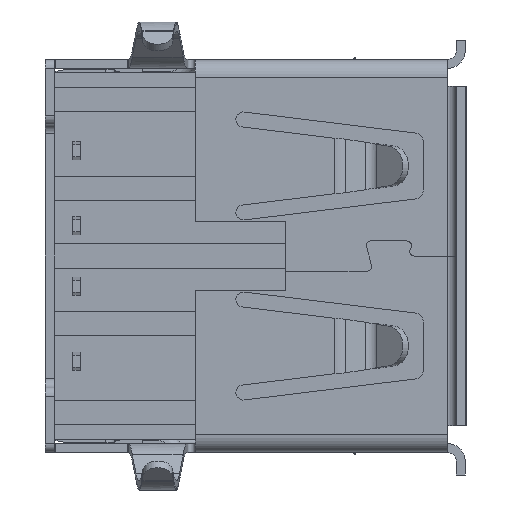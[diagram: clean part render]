
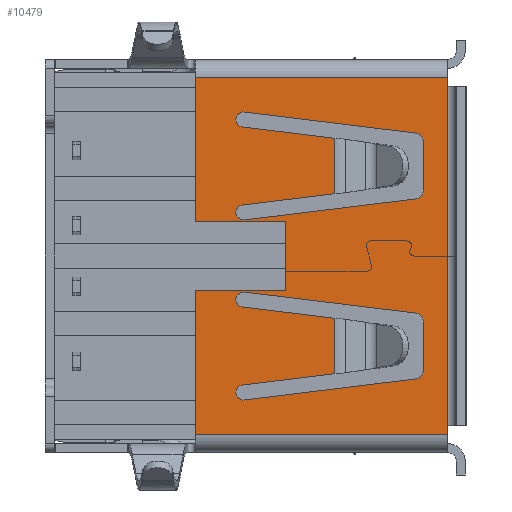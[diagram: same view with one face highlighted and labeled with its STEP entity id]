
A CAD part, front view. The second image highlights one B-rep face of the part: STEP entity #10479.
In plain terms, the highlighted planar face has unit normal (0, 1, 0).
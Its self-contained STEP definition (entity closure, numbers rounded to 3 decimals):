
#223=FACE_BOUND('',#2132,.T.);
#224=FACE_BOUND('',#2133,.T.);
#364=CIRCLE('',#11105,0.3);
#366=CIRCLE('',#11109,0.3);
#368=CIRCLE('',#11113,0.25);
#371=CIRCLE('',#11120,0.25);
#372=CIRCLE('',#11123,0.3);
#374=CIRCLE('',#11127,0.3);
#377=CIRCLE('',#11132,0.25);
#378=CIRCLE('',#11137,0.25);
#1555=FACE_OUTER_BOUND('',#2131,.T.);
#2131=EDGE_LOOP('',(#9097,#9098,#9099,#9100,#9101,#9102,#9103,#9104,#9105,
#9106));
#2132=EDGE_LOOP('',(#9107,#9108,#9109,#9110,#9111,#9112,#9113,#9114,#9115,
#9116));
#2133=EDGE_LOOP('',(#9117,#9118,#9119,#9120,#9121,#9122,#9123,#9124,#9125,
#9126));
#3066=LINE('',#18372,#4160);
#3069=LINE('',#18378,#4163);
#3072=LINE('',#18384,#4166);
#3073=LINE('',#18388,#4167);
#3075=LINE('',#18391,#4169);
#3076=LINE('',#18394,#4170);
#3077=LINE('',#18398,#4171);
#3080=LINE('',#18405,#4174);
#3085=LINE('',#18419,#4179);
#3089=LINE('',#18431,#4183);
#3093=LINE('',#18442,#4187);
#3095=LINE('',#18445,#4189);
#3096=LINE('',#18448,#4190);
#3101=LINE('',#18462,#4195);
#3105=LINE('',#18474,#4199);
#3109=LINE('',#18486,#4203);
#3112=LINE('',#18495,#4206);
#3114=LINE('',#18498,#4208);
#3117=LINE('',#18504,#4211);
#3187=LINE('',#18805,#4281);
#3188=LINE('',#18810,#4282);
#3189=LINE('',#18811,#4283);
#4160=VECTOR('',#13155,0.8);
#4163=VECTOR('',#13160,0.75);
#4166=VECTOR('',#13167,5.1);
#4167=VECTOR('',#13172,8.4);
#4169=VECTOR('',#13176,0.3);
#4170=VECTOR('',#13179,11.3);
#4171=VECTOR('',#13184,0.75);
#4174=VECTOR('',#13189,5.747);
#4179=VECTOR('',#13202,1.6);
#4183=VECTOR('',#13214,5.747);
#4187=VECTOR('',#13226,3.102);
#4189=VECTOR('',#13230,1.848);
#4190=VECTOR('',#13233,3.102);
#4195=VECTOR('',#13246,5.747);
#4199=VECTOR('',#13258,1.6);
#4203=VECTOR('',#13270,5.747);
#4206=VECTOR('',#13281,3.102);
#4208=VECTOR('',#13285,1.848);
#4211=VECTOR('',#13290,3.102);
#4281=VECTOR('',#13464,5.1);
#4282=VECTOR('',#13471,8.4);
#4283=VECTOR('',#13472,0.3);
#5006=VERTEX_POINT('',#17715);
#5010=VERTEX_POINT('',#17760);
#5011=VERTEX_POINT('',#17792);
#5016=VERTEX_POINT('',#17841);
#5017=VERTEX_POINT('',#17886);
#5123=VERTEX_POINT('',#18369);
#5124=VERTEX_POINT('',#18371);
#5126=VERTEX_POINT('',#18377);
#5127=VERTEX_POINT('',#18381);
#5128=VERTEX_POINT('',#18386);
#5129=VERTEX_POINT('',#18393);
#5130=VERTEX_POINT('',#18397);
#5132=VERTEX_POINT('',#18403);
#5133=VERTEX_POINT('',#18404);
#5136=VERTEX_POINT('',#18412);
#5138=VERTEX_POINT('',#18418);
#5140=VERTEX_POINT('',#18424);
#5142=VERTEX_POINT('',#18430);
#5144=VERTEX_POINT('',#18436);
#5146=VERTEX_POINT('',#18447);
#5150=VERTEX_POINT('',#18459);
#5151=VERTEX_POINT('',#18461);
#5152=VERTEX_POINT('',#18465);
#5155=VERTEX_POINT('',#18473);
#5156=VERTEX_POINT('',#18477);
#5159=VERTEX_POINT('',#18485);
#5161=VERTEX_POINT('',#18491);
#5163=VERTEX_POINT('',#18501);
#5216=VERTEX_POINT('',#18804);
#5217=VERTEX_POINT('',#18809);
#6411=EDGE_CURVE('',#5124,#5123,#3066,.T.);
#6414=EDGE_CURVE('',#5126,#5124,#3069,.T.);
#6418=EDGE_CURVE('',#5127,#5126,#3072,.T.);
#6420=EDGE_CURVE('',#5128,#5127,#3073,.F.);
#6422=EDGE_CURVE('',#5128,#5006,#3075,.F.);
#6423=EDGE_CURVE('',#5006,#5129,#3076,.F.);
#6425=EDGE_CURVE('',#5130,#5123,#3077,.T.);
#6428=EDGE_CURVE('',#5132,#5133,#3080,.T.);
#6432=EDGE_CURVE('',#5133,#5136,#364,.T.);
#6435=EDGE_CURVE('',#5136,#5138,#3085,.T.);
#6438=EDGE_CURVE('',#5138,#5140,#366,.T.);
#6441=EDGE_CURVE('',#5140,#5142,#3089,.T.);
#6444=EDGE_CURVE('',#5142,#5144,#368,.T.);
#6447=EDGE_CURVE('',#5144,#5010,#3093,.T.);
#6449=EDGE_CURVE('',#5010,#5011,#3095,.F.);
#6450=EDGE_CURVE('',#5011,#5146,#3096,.T.);
#6454=EDGE_CURVE('',#5146,#5132,#371,.T.);
#6457=EDGE_CURVE('',#5151,#5150,#3101,.T.);
#6459=EDGE_CURVE('',#5151,#5152,#372,.F.);
#6463=EDGE_CURVE('',#5155,#5152,#3105,.T.);
#6465=EDGE_CURVE('',#5155,#5156,#374,.F.);
#6469=EDGE_CURVE('',#5159,#5156,#3109,.T.);
#6472=EDGE_CURVE('',#5159,#5161,#377,.F.);
#6474=EDGE_CURVE('',#5016,#5161,#3112,.T.);
#6476=EDGE_CURVE('',#5016,#5017,#3114,.F.);
#6479=EDGE_CURVE('',#5163,#5017,#3117,.T.);
#6480=EDGE_CURVE('',#5163,#5150,#378,.F.);
#6572=EDGE_CURVE('',#5130,#5216,#3187,.T.);
#6575=EDGE_CURVE('',#5216,#5217,#3188,.F.);
#6576=EDGE_CURVE('',#5129,#5217,#3189,.F.);
#9097=ORIENTED_EDGE('',*,*,#6425,.F.);
#9098=ORIENTED_EDGE('',*,*,#6572,.T.);
#9099=ORIENTED_EDGE('',*,*,#6575,.T.);
#9100=ORIENTED_EDGE('',*,*,#6576,.F.);
#9101=ORIENTED_EDGE('',*,*,#6423,.F.);
#9102=ORIENTED_EDGE('',*,*,#6422,.F.);
#9103=ORIENTED_EDGE('',*,*,#6420,.T.);
#9104=ORIENTED_EDGE('',*,*,#6418,.T.);
#9105=ORIENTED_EDGE('',*,*,#6414,.T.);
#9106=ORIENTED_EDGE('',*,*,#6411,.T.);
#9107=ORIENTED_EDGE('',*,*,#6480,.F.);
#9108=ORIENTED_EDGE('',*,*,#6479,.T.);
#9109=ORIENTED_EDGE('',*,*,#6476,.F.);
#9110=ORIENTED_EDGE('',*,*,#6474,.T.);
#9111=ORIENTED_EDGE('',*,*,#6472,.F.);
#9112=ORIENTED_EDGE('',*,*,#6469,.T.);
#9113=ORIENTED_EDGE('',*,*,#6465,.F.);
#9114=ORIENTED_EDGE('',*,*,#6463,.T.);
#9115=ORIENTED_EDGE('',*,*,#6459,.F.);
#9116=ORIENTED_EDGE('',*,*,#6457,.T.);
#9117=ORIENTED_EDGE('',*,*,#6454,.F.);
#9118=ORIENTED_EDGE('',*,*,#6450,.F.);
#9119=ORIENTED_EDGE('',*,*,#6449,.F.);
#9120=ORIENTED_EDGE('',*,*,#6447,.F.);
#9121=ORIENTED_EDGE('',*,*,#6444,.F.);
#9122=ORIENTED_EDGE('',*,*,#6441,.F.);
#9123=ORIENTED_EDGE('',*,*,#6438,.F.);
#9124=ORIENTED_EDGE('',*,*,#6435,.F.);
#9125=ORIENTED_EDGE('',*,*,#6432,.F.);
#9126=ORIENTED_EDGE('',*,*,#6428,.F.);
#9969=PLANE('',#11190);
#10479=ADVANCED_FACE('',(#1555,#223,#224),#9969,.F.);
#11105=AXIS2_PLACEMENT_3D('',#18413,#13195,#13196);
#11109=AXIS2_PLACEMENT_3D('',#18425,#13207,#13208);
#11113=AXIS2_PLACEMENT_3D('',#18437,#13219,#13220);
#11120=AXIS2_PLACEMENT_3D('',#18454,#13240,#13241);
#11123=AXIS2_PLACEMENT_3D('',#18466,#13250,#13251);
#11127=AXIS2_PLACEMENT_3D('',#18478,#13262,#13263);
#11132=AXIS2_PLACEMENT_3D('',#18492,#13276,#13277);
#11137=AXIS2_PLACEMENT_3D('',#18506,#13293,#13294);
#11190=AXIS2_PLACEMENT_3D('',#18808,#13469,#13470);
#13155=DIRECTION('',(0.,0.,1.));
#13160=DIRECTION('',(-0.8,0.,0.6));
#13167=DIRECTION('',(0.,0.,1.));
#13172=DIRECTION('',(1.,0.,0.));
#13176=DIRECTION('',(0.,0.,-1.));
#13179=DIRECTION('',(0.,0.,-1.));
#13184=DIRECTION('',(-0.8,0.,-0.6));
#13189=DIRECTION('',(0.993,0.,-0.122));
#13195=DIRECTION('center_axis',(0.,1.,0.));
#13196=DIRECTION('ref_axis',(0.,0.,1.));
#13202=DIRECTION('',(0.,0.,-1.));
#13207=DIRECTION('center_axis',(0.,1.,0.));
#13208=DIRECTION('ref_axis',(0.,0.,1.));
#13214=DIRECTION('',(-0.993,0.,-0.122));
#13219=DIRECTION('center_axis',(0.,1.,0.));
#13220=DIRECTION('ref_axis',(0.,0.,1.));
#13226=DIRECTION('',(0.993,0.,0.122));
#13230=DIRECTION('',(0.,0.,-1.));
#13233=DIRECTION('',(-0.993,0.,0.122));
#13240=DIRECTION('center_axis',(0.,1.,0.));
#13241=DIRECTION('ref_axis',(0.,0.,1.));
#13246=DIRECTION('',(-0.993,0.,0.122));
#13250=DIRECTION('center_axis',(0.,-1.,0.));
#13251=DIRECTION('ref_axis',(0.,0.,-1.));
#13258=DIRECTION('',(0.,0.,1.));
#13262=DIRECTION('center_axis',(0.,-1.,0.));
#13263=DIRECTION('ref_axis',(0.,0.,-1.));
#13270=DIRECTION('',(0.993,0.,0.122));
#13276=DIRECTION('center_axis',(0.,-1.,0.));
#13277=DIRECTION('ref_axis',(0.,0.,-1.));
#13281=DIRECTION('',(-0.993,0.,-0.122));
#13285=DIRECTION('',(0.,0.,-1.));
#13290=DIRECTION('',(0.993,0.,-0.122));
#13293=DIRECTION('center_axis',(0.,-1.,0.));
#13294=DIRECTION('ref_axis',(0.,0.,-1.));
#13464=DIRECTION('',(0.,0.,1.));
#13469=DIRECTION('center_axis',(0.,-1.,0.));
#13470=DIRECTION('ref_axis',(0.,0.,-1.));
#13471=DIRECTION('',(-1.,0.,0.));
#13472=DIRECTION('',(0.,0.,-1.));
#17715=CARTESIAN_POINT('',(13.1,1.205,-11.775));
#17760=CARTESIAN_POINT('',(9.35,1.205,-10.049));
#17792=CARTESIAN_POINT('',(9.35,1.205,-8.201));
#17841=CARTESIAN_POINT('',(9.35,1.205,-4.049));
#17886=CARTESIAN_POINT('',(9.35,1.205,-2.201));
#18369=CARTESIAN_POINT('',(4.1,1.205,-5.725));
#18371=CARTESIAN_POINT('',(4.1,1.205,-6.525));
#18372=CARTESIAN_POINT('',(4.1,1.205,-6.525));
#18377=CARTESIAN_POINT('',(4.7,1.205,-6.975));
#18378=CARTESIAN_POINT('',(4.7,1.205,-6.975));
#18381=CARTESIAN_POINT('',(4.7,1.205,-12.075));
#18384=CARTESIAN_POINT('',(4.7,1.205,-12.075));
#18386=CARTESIAN_POINT('',(13.1,1.205,-12.075));
#18388=CARTESIAN_POINT('',(4.7,1.205,-12.075));
#18391=CARTESIAN_POINT('',(13.1,1.205,-11.775));
#18393=CARTESIAN_POINT('',(13.1,1.205,-0.475));
#18394=CARTESIAN_POINT('',(13.1,1.205,-0.475));
#18397=CARTESIAN_POINT('',(4.7,1.205,-5.275));
#18398=CARTESIAN_POINT('',(4.7,1.205,-5.275));
#18403=CARTESIAN_POINT('',(6.332,1.205,-7.327));
#18404=CARTESIAN_POINT('',(12.037,1.205,-8.027));
#18405=CARTESIAN_POINT('',(6.332,1.205,-7.327));
#18412=CARTESIAN_POINT('',(12.3,1.205,-8.325));
#18413=CARTESIAN_POINT('Origin',(12.,1.205,-8.325));
#18418=CARTESIAN_POINT('',(12.3,1.205,-9.925));
#18419=CARTESIAN_POINT('',(12.3,1.205,-8.325));
#18424=CARTESIAN_POINT('',(12.037,1.205,-10.223));
#18425=CARTESIAN_POINT('Origin',(12.,1.205,-9.925));
#18430=CARTESIAN_POINT('',(6.332,1.205,-10.923));
#18431=CARTESIAN_POINT('',(12.037,1.205,-10.223));
#18436=CARTESIAN_POINT('',(6.272,1.205,-10.427));
#18437=CARTESIAN_POINT('Origin',(6.302,1.205,-10.675));
#18442=CARTESIAN_POINT('',(6.272,1.205,-10.427));
#18445=CARTESIAN_POINT('',(9.35,1.205,-8.201));
#18447=CARTESIAN_POINT('',(6.272,1.205,-7.823));
#18448=CARTESIAN_POINT('',(9.35,1.205,-8.201));
#18454=CARTESIAN_POINT('Origin',(6.302,1.205,-7.575));
#18459=CARTESIAN_POINT('',(6.332,1.205,-1.327));
#18461=CARTESIAN_POINT('',(12.037,1.205,-2.027));
#18462=CARTESIAN_POINT('',(12.037,1.205,-2.027));
#18465=CARTESIAN_POINT('',(12.3,1.205,-2.325));
#18466=CARTESIAN_POINT('Origin',(12.,1.205,-2.325));
#18473=CARTESIAN_POINT('',(12.3,1.205,-3.925));
#18474=CARTESIAN_POINT('',(12.3,1.205,-3.925));
#18477=CARTESIAN_POINT('',(12.037,1.205,-4.223));
#18478=CARTESIAN_POINT('Origin',(12.,1.205,-3.925));
#18485=CARTESIAN_POINT('',(6.332,1.205,-4.923));
#18486=CARTESIAN_POINT('',(6.332,1.205,-4.923));
#18491=CARTESIAN_POINT('',(6.272,1.205,-4.427));
#18492=CARTESIAN_POINT('Origin',(6.302,1.205,-4.675));
#18495=CARTESIAN_POINT('',(9.35,1.205,-4.049));
#18498=CARTESIAN_POINT('',(9.35,1.205,-2.201));
#18501=CARTESIAN_POINT('',(6.272,1.205,-1.823));
#18504=CARTESIAN_POINT('',(6.272,1.205,-1.823));
#18506=CARTESIAN_POINT('Origin',(6.302,1.205,-1.575));
#18804=CARTESIAN_POINT('',(4.7,1.205,-0.175));
#18805=CARTESIAN_POINT('',(4.7,1.205,-5.275));
#18808=CARTESIAN_POINT('Origin',(3.92,1.205,-0.025));
#18809=CARTESIAN_POINT('',(13.1,1.205,-0.175));
#18810=CARTESIAN_POINT('',(13.1,1.205,-0.175));
#18811=CARTESIAN_POINT('',(13.1,1.205,-0.175));
